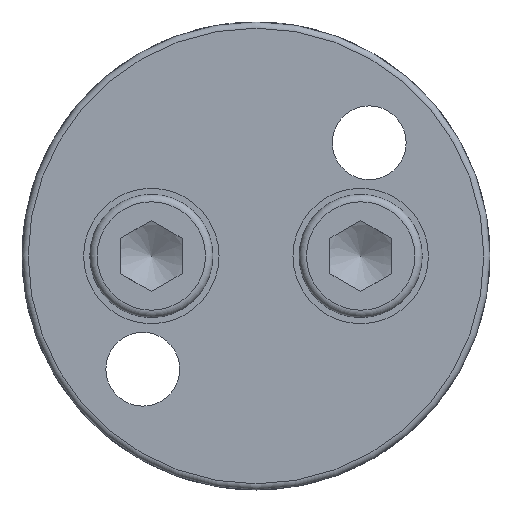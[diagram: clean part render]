
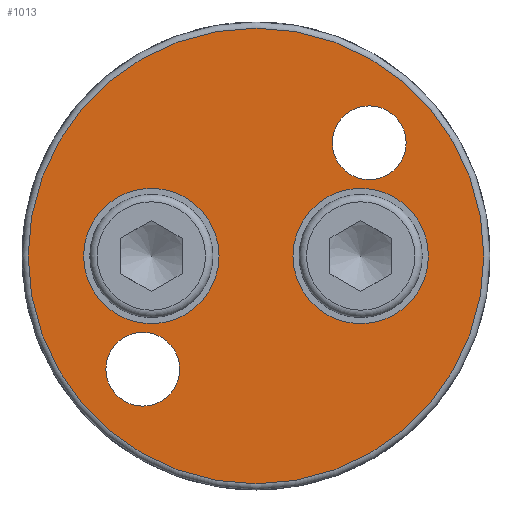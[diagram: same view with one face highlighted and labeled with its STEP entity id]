
A CAD part, front view. The second image highlights one B-rep face of the part: STEP entity #1013.
In plain terms, the highlighted planar face has unit normal (0, -1, 0).
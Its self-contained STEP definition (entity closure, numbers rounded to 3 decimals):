
#82=FACE_BOUND('',#229,.T.);
#83=FACE_BOUND('',#230,.T.);
#84=FACE_BOUND('',#231,.T.);
#85=FACE_BOUND('',#232,.T.);
#100=PLANE('',#1180);
#157=FACE_OUTER_BOUND('',#228,.T.);
#228=EDGE_LOOP('',(#822));
#229=EDGE_LOOP('',(#823));
#230=EDGE_LOOP('',(#824));
#231=EDGE_LOOP('',(#825));
#232=EDGE_LOOP('',(#826));
#388=CIRCLE('',#1112,3.);
#390=CIRCLE('',#1115,3.);
#401=CIRCLE('',#1137,5.5);
#405=CIRCLE('',#1144,5.5);
#414=CIRCLE('',#1158,18.5);
#448=VERTEX_POINT('',#1567);
#450=VERTEX_POINT('',#1573);
#464=VERTEX_POINT('',#1616);
#468=VERTEX_POINT('',#1629);
#493=VERTEX_POINT('',#1846);
#542=EDGE_CURVE('',#448,#448,#388,.T.);
#545=EDGE_CURVE('',#450,#450,#390,.T.);
#566=EDGE_CURVE('',#464,#464,#401,.T.);
#572=EDGE_CURVE('',#468,#468,#405,.T.);
#601=EDGE_CURVE('',#493,#493,#414,.T.);
#822=ORIENTED_EDGE('',*,*,#601,.F.);
#823=ORIENTED_EDGE('',*,*,#542,.T.);
#824=ORIENTED_EDGE('',*,*,#545,.T.);
#825=ORIENTED_EDGE('',*,*,#566,.T.);
#826=ORIENTED_EDGE('',*,*,#572,.T.);
#1013=ADVANCED_FACE('',(#157,#82,#83,#84,#85),#100,.T.);
#1112=AXIS2_PLACEMENT_3D('',#1568,#1247,#1248);
#1115=AXIS2_PLACEMENT_3D('',#1574,#1254,#1255);
#1137=AXIS2_PLACEMENT_3D('',#1618,#1306,#1307);
#1144=AXIS2_PLACEMENT_3D('',#1631,#1322,#1323);
#1158=AXIS2_PLACEMENT_3D('',#1848,#1357,#1358);
#1180=AXIS2_PLACEMENT_3D('',#1873,#1402,#1403);
#1247=DIRECTION('center_axis',(0.,1.,0.));
#1248=DIRECTION('ref_axis',(1.,0.,0.));
#1254=DIRECTION('center_axis',(0.,1.,0.));
#1255=DIRECTION('ref_axis',(1.,0.,0.));
#1306=DIRECTION('center_axis',(0.,1.,0.));
#1307=DIRECTION('ref_axis',(1.,0.,0.));
#1322=DIRECTION('center_axis',(0.,1.,0.));
#1323=DIRECTION('ref_axis',(1.,0.,0.));
#1357=DIRECTION('center_axis',(0.,1.,0.));
#1358=DIRECTION('ref_axis',(1.,0.,0.));
#1402=DIRECTION('center_axis',(0.,-1.,0.));
#1403=DIRECTION('ref_axis',(0.,0.,-1.));
#1567=CARTESIAN_POINT('',(-12.192,0.,-9.192));
#1568=CARTESIAN_POINT('Origin',(-9.192,0.,
-9.192));
#1573=CARTESIAN_POINT('',(6.192,0.,9.192));
#1574=CARTESIAN_POINT('Origin',(9.192,0.,9.192));
#1616=CARTESIAN_POINT('',(-14.,0.,0.));
#1618=CARTESIAN_POINT('Origin',(-8.5,0.,0.));
#1629=CARTESIAN_POINT('',(3.,0.,0.));
#1631=CARTESIAN_POINT('Origin',(8.5,0.,0.));
#1846=CARTESIAN_POINT('',(0.,0.,-18.5));
#1848=CARTESIAN_POINT('Origin',(0.,0.,
0.));
#1873=CARTESIAN_POINT('Origin',(-18.5,0.,0.));
